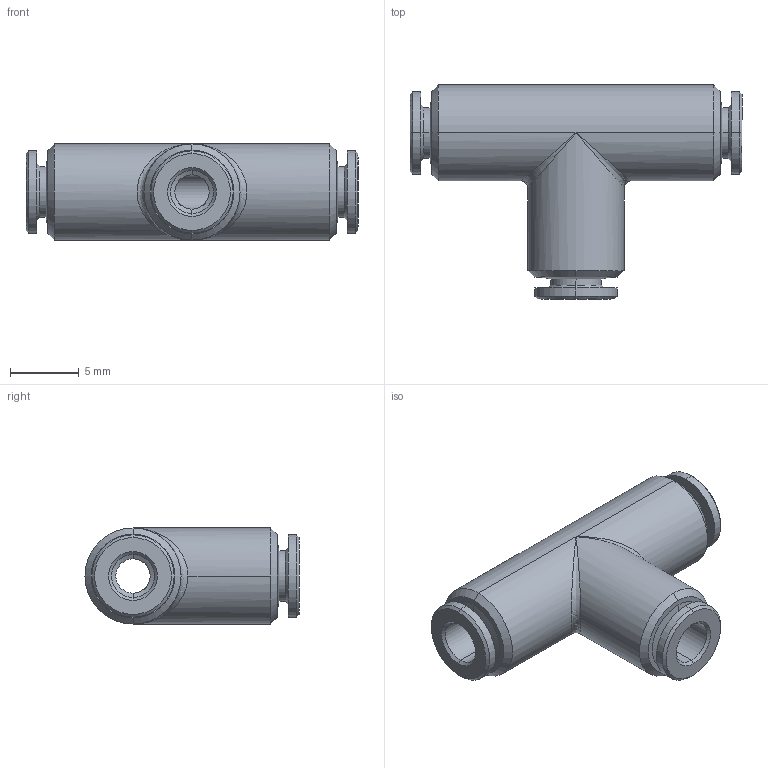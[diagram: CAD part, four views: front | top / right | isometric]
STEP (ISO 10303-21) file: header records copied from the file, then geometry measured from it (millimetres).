
FILE_DESCRIPTION (( 'STEP AP203' ), '1' );
FILE_NAME ('A0190000.STEP', '2009-04-07T12:42:21', ( 'UT1' ), ( 'sopra-pneumatic' ), 'SwSTEP 2.0', 'SolidWorks 2009', '' );
FILE_SCHEMA (( 'CONFIG_CONTROL_DESIGN' ));
Length unit declared in the file: millimetre
Products named in the file (1): A0190000
Bounding box: 24.2 x 15.6 x 7 mm (x, y, z)
Volume: 927.5 mm3; surface area: 1165.5 mm2
Topology: 1 solids, 1 shells, 75 faces, 158 edges, 86 vertices
Faces by surface type: cone 36, cylinder 28, plane 9, bspline 2
Entity records: 2179 total; most frequent: CARTESIAN_POINT 494, DIRECTION 374, ORIENTED_EDGE 308, EDGE_CURVE 154, AXIS2_PLACEMENT_3D 154, VERTEX_POINT 86, EDGE_LOOP 84, CIRCLE 80
